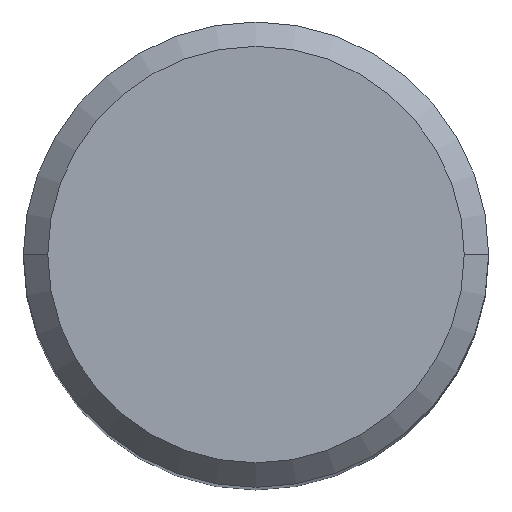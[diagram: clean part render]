
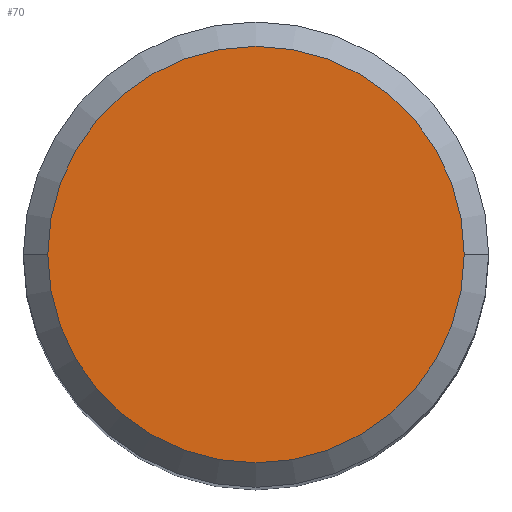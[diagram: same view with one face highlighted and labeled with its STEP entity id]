
A CAD part, top view. The second image highlights one B-rep face of the part: STEP entity #70.
In plain terms, the highlighted planar face has unit normal (0, 0, 1).
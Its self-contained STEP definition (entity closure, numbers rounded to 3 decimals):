
#55=PLANE('',#533);
#70=ADVANCED_FACE('',(#97),#55,.F.);
#97=FACE_OUTER_BOUND('',#122,.T.);
#122=EDGE_LOOP('',(#158,#159,#160,#161));
#158=ORIENTED_EDGE('',*,*,#279,.F.);
#159=ORIENTED_EDGE('',*,*,#280,.F.);
#160=ORIENTED_EDGE('',*,*,#281,.F.);
#161=ORIENTED_EDGE('',*,*,#282,.F.);
#247=VERTEX_POINT('',#848);
#248=VERTEX_POINT('',#849);
#249=VERTEX_POINT('',#851);
#250=VERTEX_POINT('',#853);
#279=EDGE_CURVE('',#247,#248,#335,.T.);
#280=EDGE_CURVE('',#249,#247,#336,.T.);
#281=EDGE_CURVE('',#250,#249,#337,.T.);
#282=EDGE_CURVE('',#248,#250,#338,.T.);
#335=CIRCLE('',#529,8.525);
#336=CIRCLE('',#530,8.525);
#337=CIRCLE('',#531,8.525);
#338=CIRCLE('',#532,8.525);
#529=AXIS2_PLACEMENT_3D('',#847,#628,#629);
#530=AXIS2_PLACEMENT_3D('',#850,#630,#631);
#531=AXIS2_PLACEMENT_3D('',#852,#632,#633);
#532=AXIS2_PLACEMENT_3D('',#854,#634,#635);
#533=AXIS2_PLACEMENT_3D('',#855,#636,#637);
#628=DIRECTION('',(0.,0.,-1.));
#629=DIRECTION('',(0.,-1.,0.));
#630=DIRECTION('',(0.,0.,-1.));
#631=DIRECTION('',(1.,0.,0.));
#632=DIRECTION('',(0.,0.,-1.));
#633=DIRECTION('',(0.,1.,0.));
#634=DIRECTION('',(0.,0.,-1.));
#635=DIRECTION('',(-1.,0.,0.));
#636=DIRECTION('',(0.,0.,-1.));
#637=DIRECTION('',(1.,0.,0.));
#847=CARTESIAN_POINT('',(0.,0.,0.));
#848=CARTESIAN_POINT('',(0.,-8.525,0.));
#849=CARTESIAN_POINT('',(-8.525,0.,0.));
#850=CARTESIAN_POINT('',(0.,0.,0.));
#851=CARTESIAN_POINT('',(8.525,0.,0.));
#852=CARTESIAN_POINT('',(0.,0.,0.));
#853=CARTESIAN_POINT('',(0.,8.525,0.));
#854=CARTESIAN_POINT('',(0.,0.,0.));
#855=CARTESIAN_POINT('',(0.,0.,0.));
